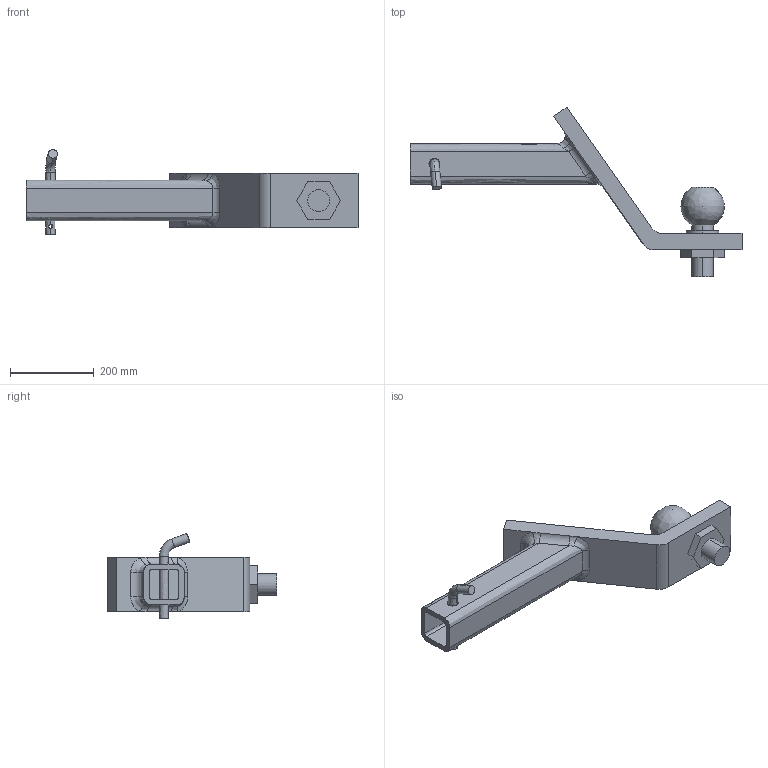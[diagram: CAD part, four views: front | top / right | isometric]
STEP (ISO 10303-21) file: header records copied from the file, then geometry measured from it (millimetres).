
FILE_DESCRIPTION(('FreeCAD Model'),'2;1');
FILE_NAME('Open CASCADE Shape Model','2025-05-04T12:49:18',('FreeCAD'),( 'FreeCAD'),'Open CASCADE STEP processor 7.6','FreeCAD','Unknown');
FILE_SCHEMA(('AUTOMOTIVE_DESIGN { 1 0 10303 214 1 1 1 1 }'));
Length unit declared in the file: millimetre
Products named in the file (1): Open CASCADE STEP translator 7.6 1
Bounding box: 792.9 x 405.42 x 203.05 mm (x, y, z)
Volume: 5701414.1 mm3; surface area: 568369.4 mm2
Topology: 4 solids, 4 shells, 79 faces, 195 edges, 123 vertices
Faces by surface type: bspline 79
Entity records: 2744 total; most frequent: CARTESIAN_POINT 1615, ORIENTED_EDGE 386, EDGE_CURVE 193, VERTEX_POINT 123, B_SPLINE_CURVE_WITH_KNOTS 112, FACE_BOUND 90, EDGE_LOOP 90, ADVANCED_FACE 79
